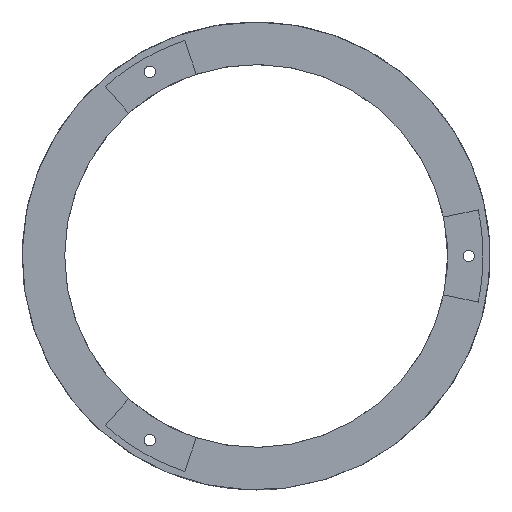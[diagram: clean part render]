
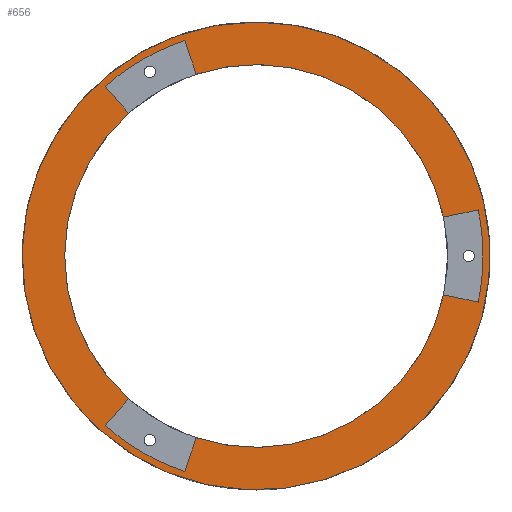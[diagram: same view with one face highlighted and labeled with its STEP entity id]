
A CAD part, top view. The second image highlights one B-rep face of the part: STEP entity #656.
In plain terms, the highlighted planar face has unit normal (0, 0, 1).
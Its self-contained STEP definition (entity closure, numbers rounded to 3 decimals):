
#491=CARTESIAN_POINT('',(-50.,-0.002,8.5));
#492=DIRECTION('',(-0.,-0.,-1.));
#493=DIRECTION('',(0.,1.,-0.));
#494=AXIS2_PLACEMENT_3D('',#491,#492,#493);
#495=PLANE('',#494);
#496=CARTESIAN_POINT('',(0.,132.998,8.5));
#497=VERTEX_POINT('',#496);
#498=CARTESIAN_POINT('',(4.308,67.281,8.5));
#499=VERTEX_POINT('',#498);
#500=CARTESIAN_POINT('',(0.,99.998,8.5));
#501=DIRECTION('',(0.,0.,1.));
#502=DIRECTION('',(0.,1.,-0.));
#503=AXIS2_PLACEMENT_3D('',#500,#501,#502);
#504=CIRCLE('',#503,33.);
#505=EDGE_CURVE('',#497,#499,#504,.T.);
#506=ORIENTED_EDGE('',*,*,#505,.T.);
#507=CARTESIAN_POINT('',(0.,99.998,8.5));
#508=DIRECTION('',(0.,0.,1.));
#509=DIRECTION('',(0.,1.,-0.));
#510=AXIS2_PLACEMENT_3D('',#507,#508,#509);
#511=CIRCLE('',#510,33.);
#512=EDGE_CURVE('',#499,#497,#511,.T.);
#513=ORIENTED_EDGE('',*,*,#512,.T.);
#514=EDGE_LOOP('',(#506,#513));
#515=FACE_BOUND('',#514,.T.);
#516=CARTESIAN_POINT('',(-8.469,74.361,8.5));
#517=VERTEX_POINT('',#516);
#518=CARTESIAN_POINT('',(26.438,94.514,8.5));
#519=VERTEX_POINT('',#518);
#520=CARTESIAN_POINT('',(0.001,99.998,8.5));
#521=DIRECTION('',(0.,0.,1.));
#522=DIRECTION('',(0.,1.,-0.));
#523=AXIS2_PLACEMENT_3D('',#520,#521,#522);
#524=CIRCLE('',#523,27.);
#525=EDGE_CURVE('',#517,#519,#524,.T.);
#526=ORIENTED_EDGE('',*,*,#525,.F.);
#527=CARTESIAN_POINT('',(-10.037,69.613,8.5));
#528=VERTEX_POINT('',#527);
#529=CARTESIAN_POINT('',(-10.037,69.613,8.5));
#530=DIRECTION('',(0.314,0.95,-0.));
#531=VECTOR('',#530,5.);
#532=LINE('',#529,#531);
#533=EDGE_CURVE('',#528,#517,#532,.T.);
#534=ORIENTED_EDGE('',*,*,#533,.F.);
#535=CARTESIAN_POINT('',(-16.,72.285,8.5));
#536=VERTEX_POINT('',#535);
#537=CARTESIAN_POINT('',(0.,99.998,8.5));
#538=DIRECTION('',(-0.,-0.,-1.));
#539=DIRECTION('',(0.,1.,-0.));
#540=AXIS2_PLACEMENT_3D('',#537,#538,#539);
#541=CIRCLE('',#540,32.);
#542=EDGE_CURVE('',#528,#536,#541,.T.);
#543=ORIENTED_EDGE('',*,*,#542,.T.);
#544=CARTESIAN_POINT('',(-21.295,76.113,8.5));
#545=VERTEX_POINT('',#544);
#546=CARTESIAN_POINT('',(0.,99.998,8.5));
#547=DIRECTION('',(-0.,-0.,-1.));
#548=DIRECTION('',(0.,1.,-0.));
#549=AXIS2_PLACEMENT_3D('',#546,#547,#548);
#550=CIRCLE('',#549,32.);
#551=EDGE_CURVE('',#536,#545,#550,.T.);
#552=ORIENTED_EDGE('',*,*,#551,.T.);
#553=CARTESIAN_POINT('',(-17.968,79.846,8.5));
#554=VERTEX_POINT('',#553);
#555=CARTESIAN_POINT('',(-21.295,76.113,8.5));
#556=DIRECTION('',(0.665,0.746,-0.));
#557=VECTOR('',#556,5.001);
#558=LINE('',#555,#557);
#559=EDGE_CURVE('',#545,#554,#558,.T.);
#560=ORIENTED_EDGE('',*,*,#559,.T.);
#561=CARTESIAN_POINT('',(-26.999,99.998,8.5));
#562=VERTEX_POINT('',#561);
#563=CARTESIAN_POINT('',(0.001,99.998,8.5));
#564=DIRECTION('',(0.,0.,1.));
#565=DIRECTION('',(0.,1.,-0.));
#566=AXIS2_PLACEMENT_3D('',#563,#564,#565);
#567=CIRCLE('',#566,27.);
#568=EDGE_CURVE('',#562,#554,#567,.T.);
#569=ORIENTED_EDGE('',*,*,#568,.F.);
#570=CARTESIAN_POINT('',(-17.968,120.151,8.5));
#571=VERTEX_POINT('',#570);
#572=CARTESIAN_POINT('',(0.001,99.998,8.5));
#573=DIRECTION('',(0.,0.,1.));
#574=DIRECTION('',(0.,1.,-0.));
#575=AXIS2_PLACEMENT_3D('',#572,#573,#574);
#576=CIRCLE('',#575,27.);
#577=EDGE_CURVE('',#571,#562,#576,.T.);
#578=ORIENTED_EDGE('',*,*,#577,.F.);
#579=CARTESIAN_POINT('',(-21.295,123.883,8.5));
#580=VERTEX_POINT('',#579);
#581=CARTESIAN_POINT('',(-21.295,123.883,8.5));
#582=DIRECTION('',(0.665,-0.746,0.));
#583=VECTOR('',#582,5.);
#584=LINE('',#581,#583);
#585=EDGE_CURVE('',#580,#571,#584,.T.);
#586=ORIENTED_EDGE('',*,*,#585,.F.);
#587=CARTESIAN_POINT('',(-16.,127.711,8.5));
#588=VERTEX_POINT('',#587);
#589=CARTESIAN_POINT('',(0.,99.998,8.5));
#590=DIRECTION('',(-0.,-0.,-1.));
#591=DIRECTION('',(0.,1.,-0.));
#592=AXIS2_PLACEMENT_3D('',#589,#590,#591);
#593=CIRCLE('',#592,32.);
#594=EDGE_CURVE('',#580,#588,#593,.T.);
#595=ORIENTED_EDGE('',*,*,#594,.T.);
#596=CARTESIAN_POINT('',(-10.037,130.383,8.5));
#597=VERTEX_POINT('',#596);
#598=CARTESIAN_POINT('',(0.,99.998,8.5));
#599=DIRECTION('',(-0.,-0.,-1.));
#600=DIRECTION('',(0.,1.,-0.));
#601=AXIS2_PLACEMENT_3D('',#598,#599,#600);
#602=CIRCLE('',#601,32.);
#603=EDGE_CURVE('',#588,#597,#602,.T.);
#604=ORIENTED_EDGE('',*,*,#603,.T.);
#605=CARTESIAN_POINT('',(-8.469,125.636,8.5));
#606=VERTEX_POINT('',#605);
#607=CARTESIAN_POINT('',(-10.037,130.383,8.5));
#608=DIRECTION('',(0.314,-0.95,0.));
#609=VECTOR('',#608,5.);
#610=LINE('',#607,#609);
#611=EDGE_CURVE('',#597,#606,#610,.T.);
#612=ORIENTED_EDGE('',*,*,#611,.T.);
#613=CARTESIAN_POINT('',(26.438,105.483,8.5));
#614=VERTEX_POINT('',#613);
#615=CARTESIAN_POINT('',(0.001,99.998,8.5));
#616=DIRECTION('',(0.,0.,1.));
#617=DIRECTION('',(0.,1.,-0.));
#618=AXIS2_PLACEMENT_3D('',#615,#616,#617);
#619=CIRCLE('',#618,27.);
#620=EDGE_CURVE('',#614,#606,#619,.T.);
#621=ORIENTED_EDGE('',*,*,#620,.F.);
#622=CARTESIAN_POINT('',(31.333,106.498,8.5));
#623=VERTEX_POINT('',#622);
#624=CARTESIAN_POINT('',(31.333,106.498,8.5));
#625=DIRECTION('',(-0.979,-0.203,0.));
#626=VECTOR('',#625,4.999);
#627=LINE('',#624,#626);
#628=EDGE_CURVE('',#623,#614,#627,.T.);
#629=ORIENTED_EDGE('',*,*,#628,.F.);
#630=CARTESIAN_POINT('',(32.,99.998,8.5));
#631=VERTEX_POINT('',#630);
#632=CARTESIAN_POINT('',(0.,99.998,8.5));
#633=DIRECTION('',(-0.,-0.,-1.));
#634=DIRECTION('',(0.,1.,-0.));
#635=AXIS2_PLACEMENT_3D('',#632,#633,#634);
#636=CIRCLE('',#635,32.);
#637=EDGE_CURVE('',#623,#631,#636,.T.);
#638=ORIENTED_EDGE('',*,*,#637,.T.);
#639=CARTESIAN_POINT('',(31.333,93.498,8.5));
#640=VERTEX_POINT('',#639);
#641=CARTESIAN_POINT('',(0.,99.998,8.5));
#642=DIRECTION('',(-0.,-0.,-1.));
#643=DIRECTION('',(0.,1.,-0.));
#644=AXIS2_PLACEMENT_3D('',#641,#642,#643);
#645=CIRCLE('',#644,32.);
#646=EDGE_CURVE('',#631,#640,#645,.T.);
#647=ORIENTED_EDGE('',*,*,#646,.T.);
#648=CARTESIAN_POINT('',(31.333,93.498,8.5));
#649=DIRECTION('',(-0.979,0.203,-0.));
#650=VECTOR('',#649,4.999);
#651=LINE('',#648,#650);
#652=EDGE_CURVE('',#640,#519,#651,.T.);
#653=ORIENTED_EDGE('',*,*,#652,.T.);
#654=EDGE_LOOP('',(#526,#534,#543,#552,#560,#569,#578,#586,#595,#604,#612,#621,#629,#638,#647,#653));
#655=FACE_BOUND('',#654,.T.);
#656=ADVANCED_FACE('',(#515,#655),#495,.F.);
